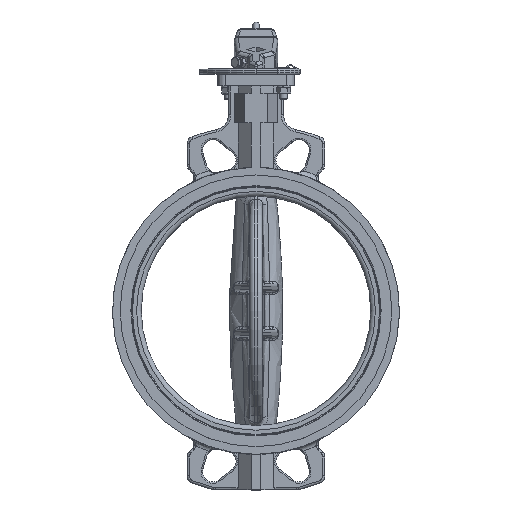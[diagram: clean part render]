
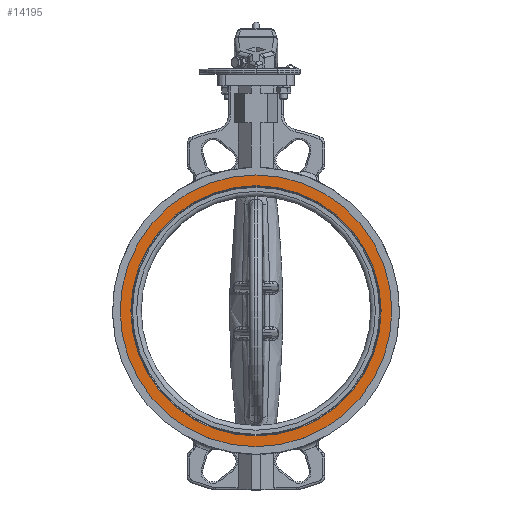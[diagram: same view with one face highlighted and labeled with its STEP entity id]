
A CAD part, top view. The second image highlights one B-rep face of the part: STEP entity #14195.
In plain terms, the highlighted planar face has unit normal (0, 0, 1).
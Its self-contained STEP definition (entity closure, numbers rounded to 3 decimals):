
#14164=CARTESIAN_POINT('',(-163.5,0.0,41.5));
#14165=VERTEX_POINT('',#14164);
#14166=CARTESIAN_POINT('',(0.0,0.0,41.5));
#14167=DIRECTION('',(0.0,0.0,-1.0));
#14168=DIRECTION('',(-1.0,0.0,0.0));
#14169=AXIS2_PLACEMENT_3D('',#14166,#14167,#14168);
#14170=CIRCLE('',#14169,163.5);
#14171=EDGE_CURVE('',#14165,#14165,#14170,.T.);
#14176=CARTESIAN_POINT('',(-170.5,0.0,41.5));
#14177=DIRECTION('',(0.0,0.0,1.0));
#14178=DIRECTION('',(0.0,1.0,0.0));
#14179=AXIS2_PLACEMENT_3D('',#14176,#14177,#14178);
#14180=PLANE('',#14179);
#14181=CARTESIAN_POINT('',(-177.5,0.0,41.5));
#14182=VERTEX_POINT('',#14181);
#14183=CARTESIAN_POINT('',(0.0,0.0,41.5));
#14184=DIRECTION('',(0.0,0.0,-1.0));
#14185=DIRECTION('',(-1.0,0.0,0.0));
#14186=AXIS2_PLACEMENT_3D('',#14183,#14184,#14185);
#14187=CIRCLE('',#14186,177.5);
#14188=EDGE_CURVE('',#14182,#14182,#14187,.T.);
#14189=ORIENTED_EDGE('',*,*,#14188,.F.);
#14190=EDGE_LOOP('',(#14189));
#14191=FACE_OUTER_BOUND('',#14190,.T.);
#14192=ORIENTED_EDGE('',*,*,#14171,.T.);
#14193=EDGE_LOOP('',(#14192));
#14194=FACE_BOUND('',#14193,.T.);
#14195=ADVANCED_FACE('',(#14191,#14194),#14180,.T.);
